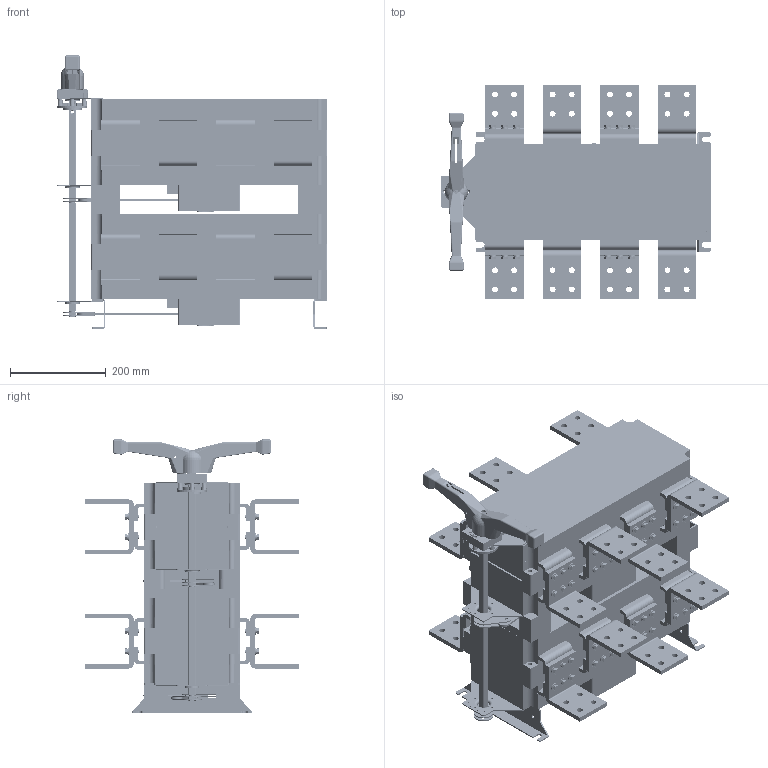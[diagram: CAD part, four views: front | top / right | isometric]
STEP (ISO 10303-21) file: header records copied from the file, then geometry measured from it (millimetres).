
FILE_DESCRIPTION (( 'STEP AP203' ), '1' );
FILE_NAME ('pscs-2500-4 Ðóáèëüíèê-ïåðåêëþ÷àòåëü 2500A 4P c ðóêîÿòêîé óïðàâëåíèÿ äëÿ ïðÿìîé óñòàíîâêè PowerSwitch EKF.STEP', '2026-03-26T09:26:52', ( '' ), ( '' ), 'SwSTEP 2.0', 'SolidWorks 2021', '' );
FILE_SCHEMA (( 'CONFIG_CONTROL_DESIGN' ));
Products named in the file (1): pscs-2500-4 Ðóáèëüíèê-ïåðåêëþ÷àòåëü 2500A 4P c ðóêîÿòêîé óïðàâëåíèÿ äëÿ ïðÿìîé óñòàíîâêè PowerSwitch EKF
Bounding box: 565 x 447 x 570.5 mm (x, y, z)
Volume: 38127359.2 mm3; surface area: 2700455.5 mm2
Topology: 5 solids, 8 shells, 7047 faces, 17372 edges, 11209 vertices
Faces by surface type: plane 4129, cylinder 2472, cone 288, bspline 94, torus 64
Entity records: 214499 total; most frequent: CARTESIAN_POINT 43839, DIRECTION 35803, ORIENTED_EDGE 34698, EDGE_CURVE 17349, AXIS2_PLACEMENT_3D 12264, LINE 11275, VECTOR 11275, VERTEX_POINT 11209
